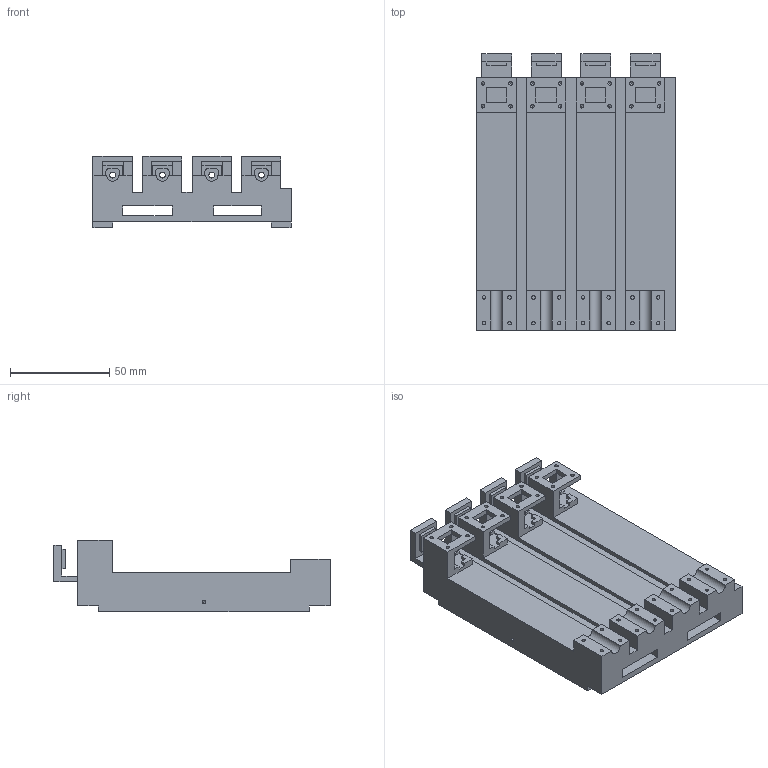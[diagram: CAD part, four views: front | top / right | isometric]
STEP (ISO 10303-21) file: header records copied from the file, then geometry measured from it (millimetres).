
FILE_DESCRIPTION(/* description */ (''),/* implementation_level */ '2;1');
FILE_NAME(/* name */ 'qrng-assembly-base-v1.step',/* time_stamp */ '2024-08-22T10:55:47+01:00',/* author */ (''),/* organization */ (''),/* preprocessor_version */ 'ST-DEVELOPER v20',/* originating_system */ 'Autodesk Translation Framework v13.14.0.145',/* authorisation */ '');
FILE_SCHEMA (('AUTOMOTIVE_DESIGN { 1 0 10303 214 3 1 1 }'));
Length unit declared in the file: millimetre
Products named in the file (2): QAssmbly; Base
Assembly tree (1 placements, depth 2):
  QAssmbly
    Base
Bounding box: 100 x 139.5 x 36 mm (x, y, z)
Volume: 129238.2 mm3; surface area: 61723.8 mm2
Topology: 1 solids, 5 shells, 411 faces, 1101 edges, 726 vertices
Faces by surface type: plane 314, cylinder 73, cone 24
Full cylindrical faces by diameter (mm): 1.769 x40, 3 x5, 5 x4
Entity records: 12841 total; most frequent: CARTESIAN_POINT 2233, ORIENTED_EDGE 2186, DIRECTION 2083, EDGE_CURVE 1093, LINE 931, VECTOR 931, VERTEX_POINT 726, AXIS2_PLACEMENT_3D 576
